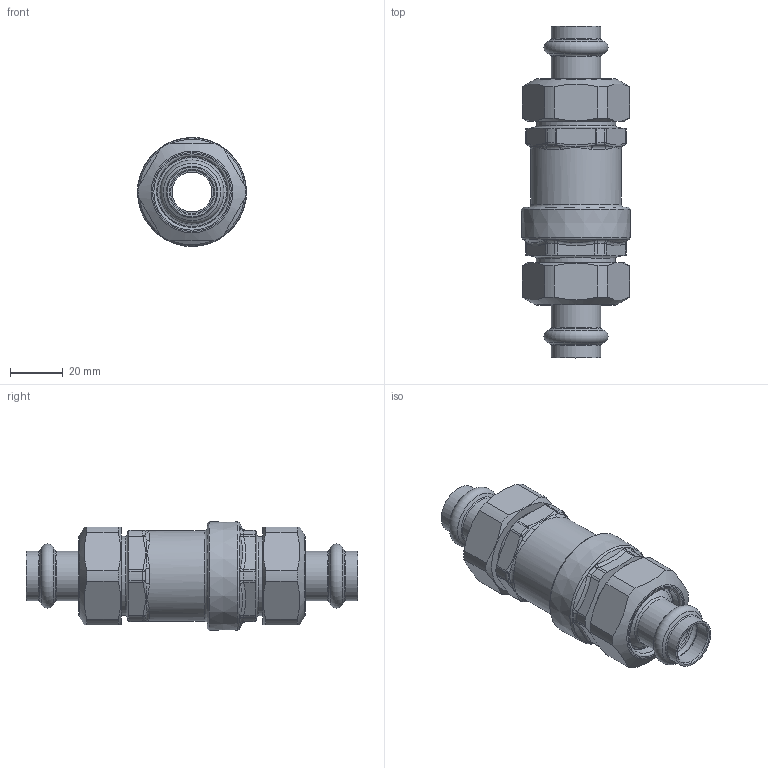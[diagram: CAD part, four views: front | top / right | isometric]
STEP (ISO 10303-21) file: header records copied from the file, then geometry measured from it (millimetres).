
FILE_DESCRIPTION(/* description */ (''),/* implementation_level */ '2;1');
FILE_NAME(/* name */ '127346AF_Simplify_1.stp',/* time_stamp */ '2025-07-23T15:24:03-05:00',/* author */ ('ischreiner'),/* organization */ (''),/* preprocessor_version */ 'ST-DEVELOPER v20',/* originating_system */ 'Autodesk Inventor 2025',/* authorisation */ '');
FILE_SCHEMA (('AUTOMOTIVE_DESIGN { 1 0 10303 214 3 1 1 }'));
Length unit declared in the file: inch
Products named in the file (1): 127346AF_Simplify_1
Bounding box: 41.38 x 125.86 x 41.38 mm (x, y, z)
Volume: 49104.8 mm3; surface area: 34666.2 mm2
Topology: 5 solids, 5 shells, 276 faces, 619 edges, 368 vertices
Faces by surface type: cylinder 65, cone 59, torus 59, plane 49, bspline 44
Full cylindrical faces by diameter (mm): 15.113 x2, 16.205 x4, 18.796 x4, 21 x2, 24.1 x2, 25 x2, 26.924 x2, 28.3 x2, 28.5 x1, 28.6 x1, 29.591 x2, 30 x4, 30.2 x1, 30.302 x2, 30.4 x1, 33.1 x2, 34.5 x1
Entity records: 10825 total; most frequent: CARTESIAN_POINT 4526, DIRECTION 1270, ORIENTED_EDGE 1238, EDGE_CURVE 619, AXIS2_PLACEMENT_3D 564, VERTEX_POINT 368, EDGE_LOOP 301, CIRCLE 283
